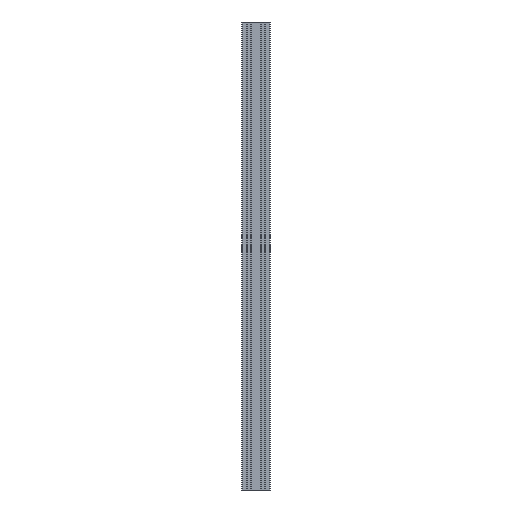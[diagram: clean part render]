
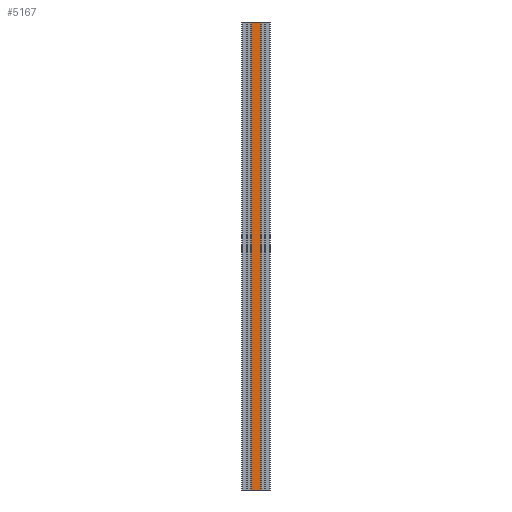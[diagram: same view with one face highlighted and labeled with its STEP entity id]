
A CAD part, front view. The second image highlights one B-rep face of the part: STEP entity #5167.
In plain terms, the highlighted planar face has unit normal (0, -1, 0).
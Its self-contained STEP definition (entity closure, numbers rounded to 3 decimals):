
#154=PLANE('',#5681);
#409=FACE_OUTER_BOUND('',#667,.T.);
#667=EDGE_LOOP('',(#4245,#4246,#4247,#4248));
#1189=LINE('',#8712,#1709);
#1190=LINE('',#8715,#1710);
#1191=LINE('',#8717,#1711);
#1192=LINE('',#8718,#1712);
#1709=VECTOR('',#7173,10.);
#1710=VECTOR('',#7176,1000.);
#1711=VECTOR('',#7177,1000.);
#1712=VECTOR('',#7178,10.);
#2473=VERTEX_POINT('',#8708);
#2474=VERTEX_POINT('',#8710);
#2475=VERTEX_POINT('',#8714);
#2476=VERTEX_POINT('',#8716);
#3231=EDGE_CURVE('',#2473,#2474,#1189,.T.);
#3232=EDGE_CURVE('',#2475,#2473,#1190,.T.);
#3233=EDGE_CURVE('',#2476,#2474,#1191,.T.);
#3234=EDGE_CURVE('',#2475,#2476,#1192,.T.);
#4245=ORIENTED_EDGE('',*,*,#3232,.T.);
#4246=ORIENTED_EDGE('',*,*,#3231,.T.);
#4247=ORIENTED_EDGE('',*,*,#3233,.F.);
#4248=ORIENTED_EDGE('',*,*,#3234,.F.);
#5167=ADVANCED_FACE('',(#409),#154,.T.);
#5681=AXIS2_PLACEMENT_3D('',#8713,#7174,#7175);
#7173=DIRECTION('',(0.,0.,1.));
#7174=DIRECTION('center_axis',(0.,-1.,0.));
#7175=DIRECTION('ref_axis',(1.,0.,0.));
#7176=DIRECTION('',(1.,0.,0.));
#7177=DIRECTION('',(1.,0.,0.));
#7178=DIRECTION('',(0.,0.,1.));
#8708=CARTESIAN_POINT('',(40.5,0.,110.));
#8710=CARTESIAN_POINT('',(40.5,0.,1110.));
#8712=CARTESIAN_POINT('',(40.5,0.,110.));
#8713=CARTESIAN_POINT('Origin',(19.5,0.,110.));
#8714=CARTESIAN_POINT('',(19.5,0.,110.));
#8715=CARTESIAN_POINT('',(19.5,0.,110.));
#8716=CARTESIAN_POINT('',(19.5,0.,1110.));
#8717=CARTESIAN_POINT('',(19.5,0.,1110.));
#8718=CARTESIAN_POINT('',(19.5,0.,110.));
